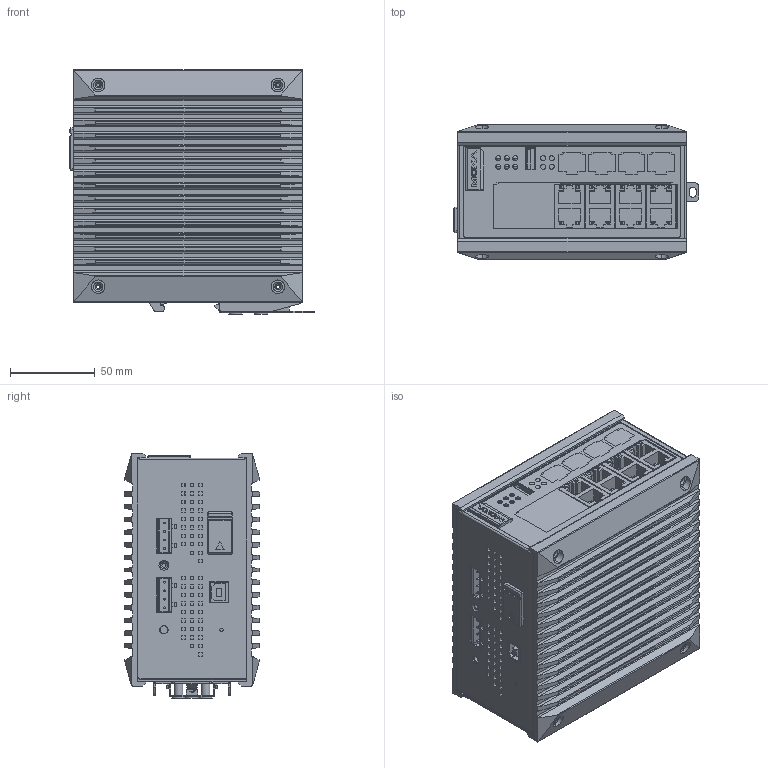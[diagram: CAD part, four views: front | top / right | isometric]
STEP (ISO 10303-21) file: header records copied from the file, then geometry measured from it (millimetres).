
FILE_DESCRIPTION((''),'2;1');
FILE_NAME('EDS-G508_NEW','2013-09-13T',('Sam_Liu'),(''),'PRO/ENGINEER BY PARAMETRIC TECHNOLOGY CORPORATION, 2009360','PRO/ENGINEER BY PARAMETRIC TECHNOLOGY CORPORATION, 2009360','');
FILE_SCHEMA(('CONFIG_CONTROL_DESIGN'));
Products named in the file (1): EDS-G508_NEW
Bounding box: 144.7 x 79.8 x 144.2 mm (x, y, z)
Volume: 327450.9 mm3; surface area: 406608.9 mm2
Topology: 13 solids, 34 shells, 4018 faces, 10382 edges, 6753 vertices
Faces by surface type: plane 2397, cylinder 1286, cone 168, torus 100, bspline 54, sphere 9, extrusion 4
Entity records: 128158 total; most frequent: CARTESIAN_POINT 27421, DIRECTION 20831, ORIENTED_EDGE 20676, EDGE_CURVE 10374, AXIS2_PLACEMENT_3D 6961, VECTOR 6909, LINE 6905, VERTEX_POINT 6753
